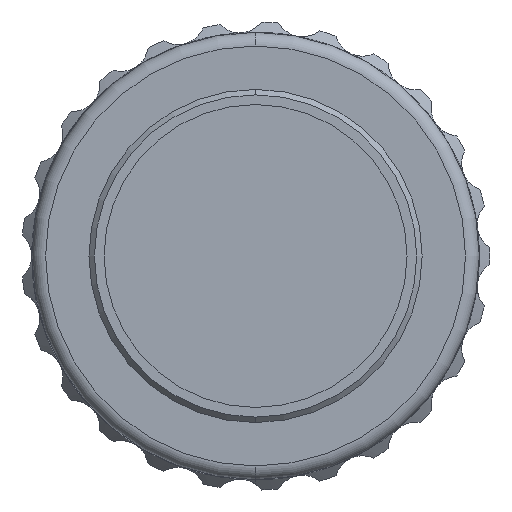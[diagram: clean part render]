
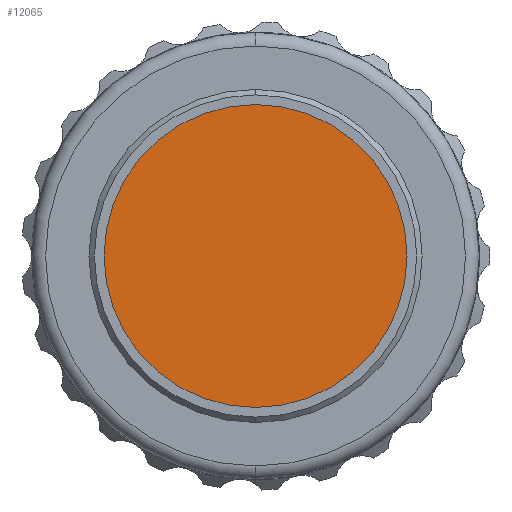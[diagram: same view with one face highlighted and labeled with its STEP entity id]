
A CAD part, left-side view. The second image highlights one B-rep face of the part: STEP entity #12065.
In plain terms, the highlighted planar face has unit normal (-1, 0, 0).
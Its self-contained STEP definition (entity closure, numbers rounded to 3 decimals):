
#2410 = VERTEX_POINT ( 'NONE', #4529 ) ;
#3281 = DIRECTION ( 'NONE',  ( 0., 0., 1. ) ) ;
#4529 = CARTESIAN_POINT ( 'NONE',  ( 1., 0., -11. ) ) ;
#7664 = ORIENTED_EDGE ( 'NONE', *, *, #39478, .T. ) ;
#8473 = DIRECTION ( 'NONE',  ( 0., 0., 1. ) ) ;
#11588 = CARTESIAN_POINT ( 'NONE',  ( 1., 0., 0. ) ) ;
#12065 = ADVANCED_FACE ( 'NONE', ( #24553 ), #49800, .T. ) ;
#15615 = AXIS2_PLACEMENT_3D ( 'NONE', #29582, #30394, #8473 ) ;
#16384 = CARTESIAN_POINT ( 'NONE',  ( 1., 0., 11. ) ) ;
#23720 = DIRECTION ( 'NONE',  ( 0., 0., 1. ) ) ;
#24553 = FACE_OUTER_BOUND ( 'NONE', #31418, .T. ) ;
#28733 = DIRECTION ( 'NONE',  ( -1., 0., 0. ) ) ;
#29582 = CARTESIAN_POINT ( 'NONE',  ( 1., 0., 0. ) ) ;
#30394 = DIRECTION ( 'NONE',  ( -1., 0., 0. ) ) ;
#31418 = EDGE_LOOP ( 'NONE', ( #7664, #48940 ) ) ;
#31757 = VERTEX_POINT ( 'NONE', #16384 ) ;
#37222 = EDGE_CURVE ( 'NONE', #2410, #31757, #39501, .T. ) ;
#38000 = AXIS2_PLACEMENT_3D ( 'NONE', #45654, #28733, #23720 ) ;
#39478 = EDGE_CURVE ( 'NONE', #31757, #2410, #52806, .T. ) ;
#39501 = CIRCLE ( 'NONE', #40411, 11. ) ;
#40411 = AXIS2_PLACEMENT_3D ( 'NONE', #11588, #41301, #3281 ) ;
#41301 = DIRECTION ( 'NONE',  ( -1., 0., 0. ) ) ;
#45654 = CARTESIAN_POINT ( 'NONE',  ( 1., 0., 0. ) ) ;
#48940 = ORIENTED_EDGE ( 'NONE', *, *, #37222, .T. ) ;
#49800 = PLANE ( 'NONE',  #38000 ) ;
#52806 = CIRCLE ( 'NONE', #15615, 11. ) ;
